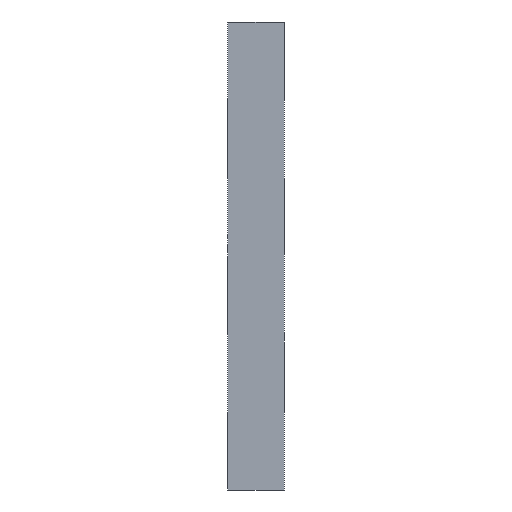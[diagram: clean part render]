
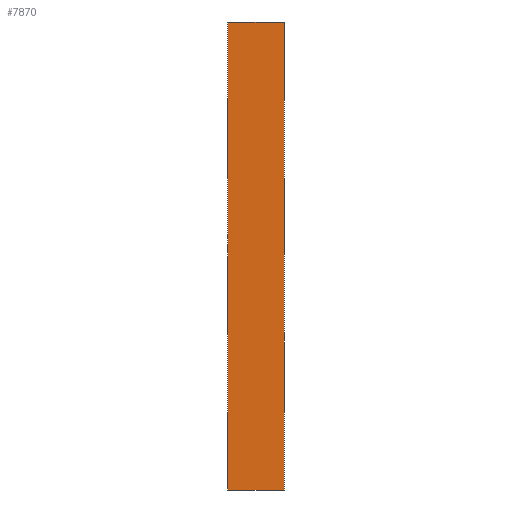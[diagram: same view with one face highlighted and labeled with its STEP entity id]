
A CAD part, front view. The second image highlights one B-rep face of the part: STEP entity #7870.
In plain terms, the highlighted planar face has unit normal (0, -1, 0).
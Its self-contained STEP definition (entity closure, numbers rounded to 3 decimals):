
#3901=DIRECTION('',(1.,0.,0.));
#3902=VECTOR('',#3901,6.);
#3903=CARTESIAN_POINT('',(-3.,-0.3,25.));
#3904=LINE('',#3903,#3902);
#3908=DIRECTION('',(0.,0.,-1.));
#3909=VECTOR('',#3908,50.);
#3910=CARTESIAN_POINT('',(3.,-0.3,25.));
#3911=LINE('',#3910,#3909);
#3915=DIRECTION('',(-1.,0.,0.));
#3916=VECTOR('',#3915,6.);
#3917=CARTESIAN_POINT('',(3.,-0.3,-25.));
#3918=LINE('',#3917,#3916);
#3922=DIRECTION('',(0.,0.,1.));
#3923=VECTOR('',#3922,50.);
#3924=CARTESIAN_POINT('',(-3.,-0.3,-25.));
#3925=LINE('',#3924,#3923);
#3951=CARTESIAN_POINT('',(-3.,-0.3,25.));
#3952=CARTESIAN_POINT('',(3.,-0.3,25.));
#3953=VERTEX_POINT('',#3951);
#3954=VERTEX_POINT('',#3952);
#3955=CARTESIAN_POINT('',(3.,-0.3,-25.));
#3956=VERTEX_POINT('',#3955);
#3957=CARTESIAN_POINT('',(-3.,-0.3,-25.));
#3958=VERTEX_POINT('',#3957);
#7859=CARTESIAN_POINT('',(0.,-0.3,0.));
#7860=DIRECTION('',(0.,1.,0.));
#7861=DIRECTION('',(0.,0.,-1.));
#7862=AXIS2_PLACEMENT_3D('',#7859,#7860,#7861);
#7863=PLANE('',#7862);
#7864=ORIENTED_EDGE('',*,*,#7715,.T.);
#7865=ORIENTED_EDGE('',*,*,#7738,.T.);
#7866=ORIENTED_EDGE('',*,*,#7761,.T.);
#7867=ORIENTED_EDGE('',*,*,#7853,.T.);
#7868=EDGE_LOOP('',(#7864,#7865,#7866,#7867));
#7869=FACE_OUTER_BOUND('',#7868,.F.);
#7715=EDGE_CURVE('',#3953,#3954,#3904,.T.);
#7738=EDGE_CURVE('',#3954,#3956,#3911,.T.);
#7761=EDGE_CURVE('',#3956,#3958,#3918,.T.);
#7853=EDGE_CURVE('',#3958,#3953,#3925,.T.);
#7870=ADVANCED_FACE('',(#7869),#7863,.F.);
